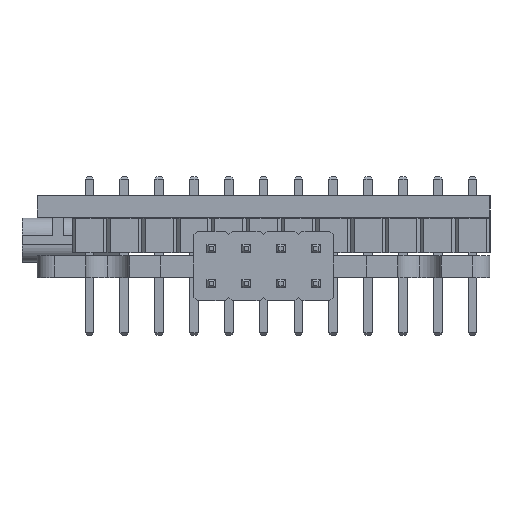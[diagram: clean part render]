
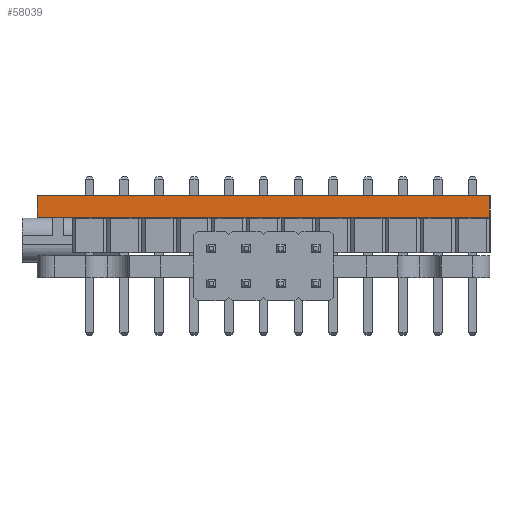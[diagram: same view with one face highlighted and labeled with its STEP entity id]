
A CAD part, left-side view. The second image highlights one B-rep face of the part: STEP entity #58039.
In plain terms, the highlighted face is planar.
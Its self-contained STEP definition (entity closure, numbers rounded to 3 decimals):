
#55143 = PLANE('',#55144);
#55144 = AXIS2_PLACEMENT_3D('',#55145,#55146,#55147);
#55145 = CARTESIAN_POINT('',(8.89,-15.24,0.));
#55146 = DIRECTION('',(0.,-1.,0.));
#55147 = DIRECTION('',(-1.,0.,0.));
#55171 = PLANE('',#55172);
#55172 = AXIS2_PLACEMENT_3D('',#55173,#55174,#55175);
#55173 = CARTESIAN_POINT('',(0.,1.27,1.6));
#55174 = DIRECTION('',(-0.,-0.,-1.));
#55175 = DIRECTION('',(-1.,0.,0.));
#55199 = PLANE('',#55200);
#55200 = AXIS2_PLACEMENT_3D('',#55201,#55202,#55203);
#55201 = CARTESIAN_POINT('',(-8.89,17.78,0.));
#55202 = DIRECTION('',(0.,1.,0.));
#55203 = DIRECTION('',(1.,0.,0.));
#55225 = PLANE('',#55226);
#55226 = AXIS2_PLACEMENT_3D('',#55227,#55228,#55229);
#55227 = CARTESIAN_POINT('',(0.,1.27,0.));
#55228 = DIRECTION('',(-0.,-0.,-1.));
#55229 = DIRECTION('',(-1.,0.,0.));
#55240 = EDGE_CURVE('',#55241,#55243,#55245,.T.);
#55241 = VERTEX_POINT('',#55242);
#55242 = CARTESIAN_POINT('',(8.89,-15.24,0.));
#55243 = VERTEX_POINT('',#55244);
#55244 = CARTESIAN_POINT('',(8.89,-15.24,1.6));
#55245 = SURFACE_CURVE('',#55246,(#55250,#55257),.PCURVE_S1.);
#55246 = LINE('',#55247,#55248);
#55247 = CARTESIAN_POINT('',(8.89,-15.24,0.));
#55248 = VECTOR('',#55249,1.);
#55249 = DIRECTION('',(0.,0.,1.));
#55250 = PCURVE('',#55143,#55251);
#55251 = DEFINITIONAL_REPRESENTATION('',(#55252),#55256);
#55252 = LINE('',#55253,#55254);
#55253 = CARTESIAN_POINT('',(0.,-0.));
#55254 = VECTOR('',#55255,1.);
#55255 = DIRECTION('',(0.,-1.));
#55256 = ( GEOMETRIC_REPRESENTATION_CONTEXT(2) 
PARAMETRIC_REPRESENTATION_CONTEXT() REPRESENTATION_CONTEXT('2D SPACE',''
  ) );
#55257 = PCURVE('',#55258,#55263);
#55258 = PLANE('',#55259);
#55259 = AXIS2_PLACEMENT_3D('',#55260,#55261,#55262);
#55260 = CARTESIAN_POINT('',(8.89,17.78,0.));
#55261 = DIRECTION('',(1.,0.,0.));
#55262 = DIRECTION('',(0.,-1.,0.));
#55263 = DEFINITIONAL_REPRESENTATION('',(#55264),#55268);
#55264 = LINE('',#55265,#55266);
#55265 = CARTESIAN_POINT('',(33.02,0.));
#55266 = VECTOR('',#55267,1.);
#55267 = DIRECTION('',(0.,-1.));
#55268 = ( GEOMETRIC_REPRESENTATION_CONTEXT(2) 
PARAMETRIC_REPRESENTATION_CONTEXT() REPRESENTATION_CONTEXT('2D SPACE',''
  ) );
#55318 = VERTEX_POINT('',#55319);
#55319 = CARTESIAN_POINT('',(8.89,17.78,1.6));
#55340 = EDGE_CURVE('',#55341,#55318,#55343,.T.);
#55341 = VERTEX_POINT('',#55342);
#55342 = CARTESIAN_POINT('',(8.89,17.78,0.));
#55343 = SURFACE_CURVE('',#55344,(#55348,#55355),.PCURVE_S1.);
#55344 = LINE('',#55345,#55346);
#55345 = CARTESIAN_POINT('',(8.89,17.78,0.));
#55346 = VECTOR('',#55347,1.);
#55347 = DIRECTION('',(0.,0.,1.));
#55348 = PCURVE('',#55199,#55349);
#55349 = DEFINITIONAL_REPRESENTATION('',(#55350),#55354);
#55350 = LINE('',#55351,#55352);
#55351 = CARTESIAN_POINT('',(17.78,0.));
#55352 = VECTOR('',#55353,1.);
#55353 = DIRECTION('',(0.,-1.));
#55354 = ( GEOMETRIC_REPRESENTATION_CONTEXT(2) 
PARAMETRIC_REPRESENTATION_CONTEXT() REPRESENTATION_CONTEXT('2D SPACE',''
  ) );
#55355 = PCURVE('',#55258,#55356);
#55356 = DEFINITIONAL_REPRESENTATION('',(#55357),#55361);
#55357 = LINE('',#55358,#55359);
#55358 = CARTESIAN_POINT('',(0.,0.));
#55359 = VECTOR('',#55360,1.);
#55360 = DIRECTION('',(0.,-1.));
#55361 = ( GEOMETRIC_REPRESENTATION_CONTEXT(2) 
PARAMETRIC_REPRESENTATION_CONTEXT() REPRESENTATION_CONTEXT('2D SPACE',''
  ) );
#55389 = EDGE_CURVE('',#55341,#55241,#55390,.T.);
#55390 = SURFACE_CURVE('',#55391,(#55395,#55402),.PCURVE_S1.);
#55391 = LINE('',#55392,#55393);
#55392 = CARTESIAN_POINT('',(8.89,17.78,0.));
#55393 = VECTOR('',#55394,1.);
#55394 = DIRECTION('',(0.,-1.,0.));
#55395 = PCURVE('',#55225,#55396);
#55396 = DEFINITIONAL_REPRESENTATION('',(#55397),#55401);
#55397 = LINE('',#55398,#55399);
#55398 = CARTESIAN_POINT('',(-8.89,16.51));
#55399 = VECTOR('',#55400,1.);
#55400 = DIRECTION('',(0.,-1.));
#55401 = ( GEOMETRIC_REPRESENTATION_CONTEXT(2) 
PARAMETRIC_REPRESENTATION_CONTEXT() REPRESENTATION_CONTEXT('2D SPACE',''
  ) );
#55402 = PCURVE('',#55258,#55403);
#55403 = DEFINITIONAL_REPRESENTATION('',(#55404),#55408);
#55404 = LINE('',#55405,#55406);
#55405 = CARTESIAN_POINT('',(0.,0.));
#55406 = VECTOR('',#55407,1.);
#55407 = DIRECTION('',(1.,0.));
#55408 = ( GEOMETRIC_REPRESENTATION_CONTEXT(2) 
PARAMETRIC_REPRESENTATION_CONTEXT() REPRESENTATION_CONTEXT('2D SPACE',''
  ) );
#56822 = EDGE_CURVE('',#55318,#55243,#56823,.T.);
#56823 = SURFACE_CURVE('',#56824,(#56828,#56835),.PCURVE_S1.);
#56824 = LINE('',#56825,#56826);
#56825 = CARTESIAN_POINT('',(8.89,17.78,1.6));
#56826 = VECTOR('',#56827,1.);
#56827 = DIRECTION('',(0.,-1.,0.));
#56828 = PCURVE('',#55171,#56829);
#56829 = DEFINITIONAL_REPRESENTATION('',(#56830),#56834);
#56830 = LINE('',#56831,#56832);
#56831 = CARTESIAN_POINT('',(-8.89,16.51));
#56832 = VECTOR('',#56833,1.);
#56833 = DIRECTION('',(0.,-1.));
#56834 = ( GEOMETRIC_REPRESENTATION_CONTEXT(2) 
PARAMETRIC_REPRESENTATION_CONTEXT() REPRESENTATION_CONTEXT('2D SPACE',''
  ) );
#56835 = PCURVE('',#55258,#56836);
#56836 = DEFINITIONAL_REPRESENTATION('',(#56837),#56841);
#56837 = LINE('',#56838,#56839);
#56838 = CARTESIAN_POINT('',(0.,-1.6));
#56839 = VECTOR('',#56840,1.);
#56840 = DIRECTION('',(1.,0.));
#56841 = ( GEOMETRIC_REPRESENTATION_CONTEXT(2) 
PARAMETRIC_REPRESENTATION_CONTEXT() REPRESENTATION_CONTEXT('2D SPACE',''
  ) );
#58039 = ADVANCED_FACE('',(#58040),#55258,.T.);
#58040 = FACE_BOUND('',#58041,.T.);
#58041 = EDGE_LOOP('',(#58042,#58043,#58044,#58045));
#58042 = ORIENTED_EDGE('',*,*,#55340,.T.);
#58043 = ORIENTED_EDGE('',*,*,#56822,.T.);
#58044 = ORIENTED_EDGE('',*,*,#55240,.F.);
#58045 = ORIENTED_EDGE('',*,*,#55389,.F.);
